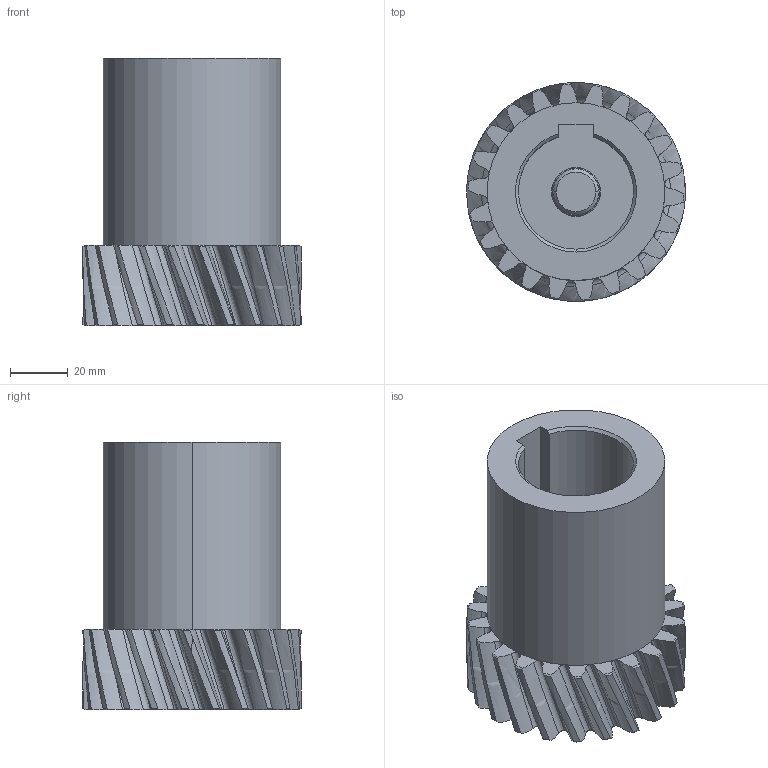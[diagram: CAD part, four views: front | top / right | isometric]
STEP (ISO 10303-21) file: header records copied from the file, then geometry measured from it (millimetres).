
FILE_DESCRIPTION (( 'STEP AP203' ), '1' );
FILE_NAME ('84010006.step', '2021-01-11T17:18:57', ( '' ), ( '' ), 'SwSTEP 2.0', 'SolidWorks 2019', '' );
FILE_SCHEMA (( 'CONFIG_CONTROL_DESIGN' ));
Length unit declared in the file: millimetre
Products named in the file (1): 84010006
Bounding box: 75.99 x 75.97 x 93 mm (x, y, z)
Volume: 198094.4 mm3; surface area: 51036.7 mm2
Topology: 3 solids, 3 shells, 205 faces, 573 edges, 375 vertices
Faces by surface type: bspline 88, cone 54, cylinder 38, plane 23, torus 2
Entity records: 86111 total; most frequent: CARTESIAN_POINT 82034, ORIENTED_EDGE 1142, EDGE_CURVE 571, DIRECTION 564, VERTEX_POINT 375, AXIS2_PLACEMENT_3D 253, EDGE_LOOP 212, ADVANCED_FACE 205
